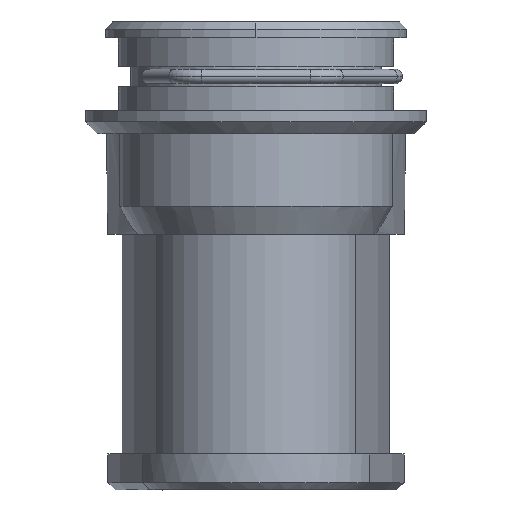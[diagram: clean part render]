
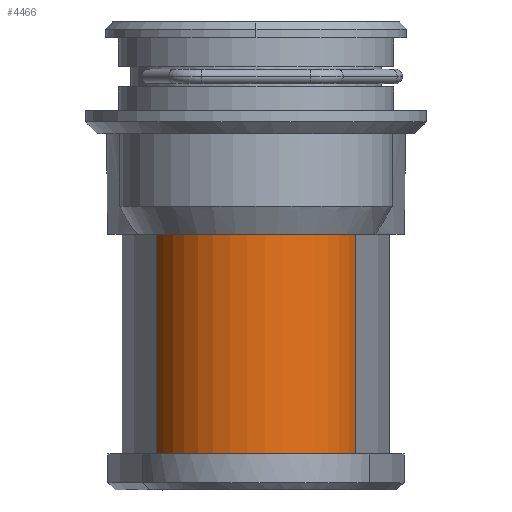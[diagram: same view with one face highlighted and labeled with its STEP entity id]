
A CAD part, left-side view. The second image highlights one B-rep face of the part: STEP entity #4466.
In plain terms, the highlighted cylindrical face has radius 4.38 mm (diameter 8.76 mm), a partial arc.
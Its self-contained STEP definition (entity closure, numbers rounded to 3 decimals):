
#1523=CARTESIAN_POINT('',(-7.75,0.,-13.34));
#1524=DIRECTION('',(0.,0.,1.));
#1525=DIRECTION('',(-0.314,0.949,0.));
#1526=AXIS2_PLACEMENT_3D('',#1523,#1524,#1525);
#1538=DIRECTION('',(0.,0.,-1.));
#1539=VECTOR('',#1538,9.15);
#1540=CARTESIAN_POINT('',(-9.127,4.158,-4.19));
#1541=LINE('',#1540,#1539);
#1550=DIRECTION('',(0.,0.,-1.));
#1551=VECTOR('',#1550,9.15);
#1552=CARTESIAN_POINT('',(-9.127,-4.158,-4.19));
#1553=LINE('',#1552,#1551);
#1579=CARTESIAN_POINT('',(-7.75,0.,-4.19));
#1580=DIRECTION('',(0.,0.,1.));
#1581=DIRECTION('',(-0.314,0.949,0.));
#1582=AXIS2_PLACEMENT_3D('',#1579,#1580,#1581);
#3060=CARTESIAN_POINT('',(-9.127,4.158,-13.34));
#3062=VERTEX_POINT('',#3060);
#3065=CARTESIAN_POINT('',(-9.127,-4.158,-13.34));
#3066=VERTEX_POINT('',#3065);
#3068=CARTESIAN_POINT('',(-9.127,4.158,-4.19));
#3070=VERTEX_POINT('',#3068);
#3073=CARTESIAN_POINT('',(-9.127,-4.158,-4.19));
#3074=VERTEX_POINT('',#3073);
#4454=CARTESIAN_POINT('',(-7.75,0.,-13.34));
#4455=DIRECTION('',(0.,0.,1.));
#4456=DIRECTION('',(1.,0.,0.));
#4457=AXIS2_PLACEMENT_3D('',#4454,#4455,#4456);
#4458=CYLINDRICAL_SURFACE('',#4457,4.38);
#4459=ORIENTED_EDGE('',*,*,#4402,.F.);
#4460=ORIENTED_EDGE('',*,*,#4421,.F.);
#4462=ORIENTED_EDGE('',*,*,#4461,.T.);
#4463=ORIENTED_EDGE('',*,*,#4446,.T.);
#4464=EDGE_LOOP('',(#4459,#4460,#4462,#4463));
#4465=FACE_OUTER_BOUND('',#4464,.F.);
#4466=ADVANCED_FACE('',(#4465),#4458,.T.);
#1527=CIRCLE('',#1526,4.38);
#1583=CIRCLE('',#1582,4.38);
#4402=EDGE_CURVE('',#3062,#3066,#1527,.T.);
#4421=EDGE_CURVE('',#3070,#3062,#1541,.T.);
#4446=EDGE_CURVE('',#3074,#3066,#1553,.T.);
#4461=EDGE_CURVE('',#3070,#3074,#1583,.T.);
